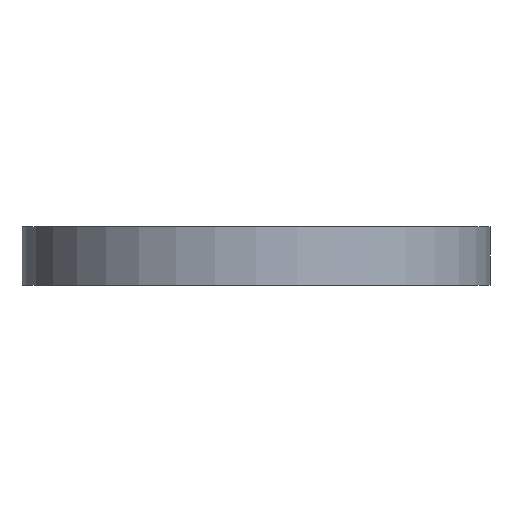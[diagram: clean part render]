
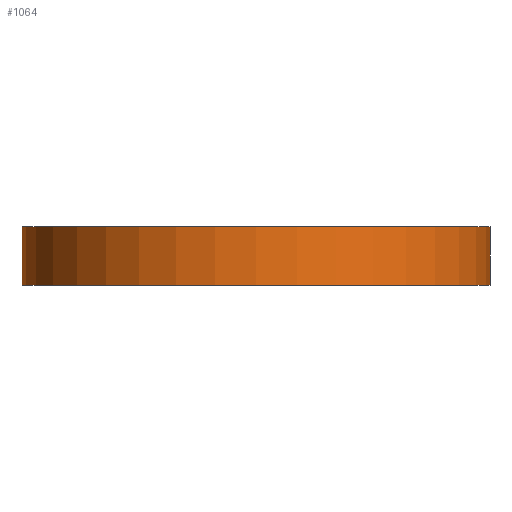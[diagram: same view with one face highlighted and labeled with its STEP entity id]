
A CAD part, front view. The second image highlights one B-rep face of the part: STEP entity #1064.
In plain terms, the highlighted cylindrical face has radius 40 mm (diameter 80 mm), a full revolution.
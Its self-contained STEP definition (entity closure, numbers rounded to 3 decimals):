
#96=FACE_OUTER_BOUND('',#154,.T.);
#154=EDGE_LOOP('',(#893,#894,#895,#896));
#230=LINE('',#1929,#282);
#282=VECTOR('',#1610,40.);
#364=CIRCLE('',#1204,40.);
#386=CIRCLE('',#1238,40.);
#468=VERTEX_POINT('',#1860);
#490=VERTEX_POINT('',#1927);
#612=EDGE_CURVE('',#468,#468,#364,.T.);
#645=EDGE_CURVE('',#490,#490,#386,.T.);
#646=EDGE_CURVE('',#490,#468,#230,.T.);
#893=ORIENTED_EDGE('',*,*,#645,.F.);
#894=ORIENTED_EDGE('',*,*,#646,.T.);
#895=ORIENTED_EDGE('',*,*,#612,.F.);
#896=ORIENTED_EDGE('',*,*,#646,.F.);
#1010=CYLINDRICAL_SURFACE('',#1237,40.);
#1064=ADVANCED_FACE('',(#96),#1010,.T.);
#1204=AXIS2_PLACEMENT_3D('',#1861,#1529,#1530);
#1237=AXIS2_PLACEMENT_3D('',#1926,#1606,#1607);
#1238=AXIS2_PLACEMENT_3D('',#1928,#1608,#1609);
#1529=DIRECTION('center_axis',(0.,0.,1.));
#1530=DIRECTION('ref_axis',(1.,0.,0.));
#1606=DIRECTION('center_axis',(0.,0.,-1.));
#1607=DIRECTION('ref_axis',(1.,0.,0.));
#1608=DIRECTION('center_axis',(0.,0.,-1.));
#1609=DIRECTION('ref_axis',(1.,0.,0.));
#1610=DIRECTION('',(0.,0.,1.));
#1860=CARTESIAN_POINT('',(-40.,0.,2.));
#1861=CARTESIAN_POINT('Origin',(0.,0.,2.));
#1926=CARTESIAN_POINT('Origin',(0.,0.,0.));
#1927=CARTESIAN_POINT('',(-40.,0.,-8.));
#1928=CARTESIAN_POINT('Origin',(0.,0.,-8.));
#1929=CARTESIAN_POINT('',(-40.,0.,0.));
